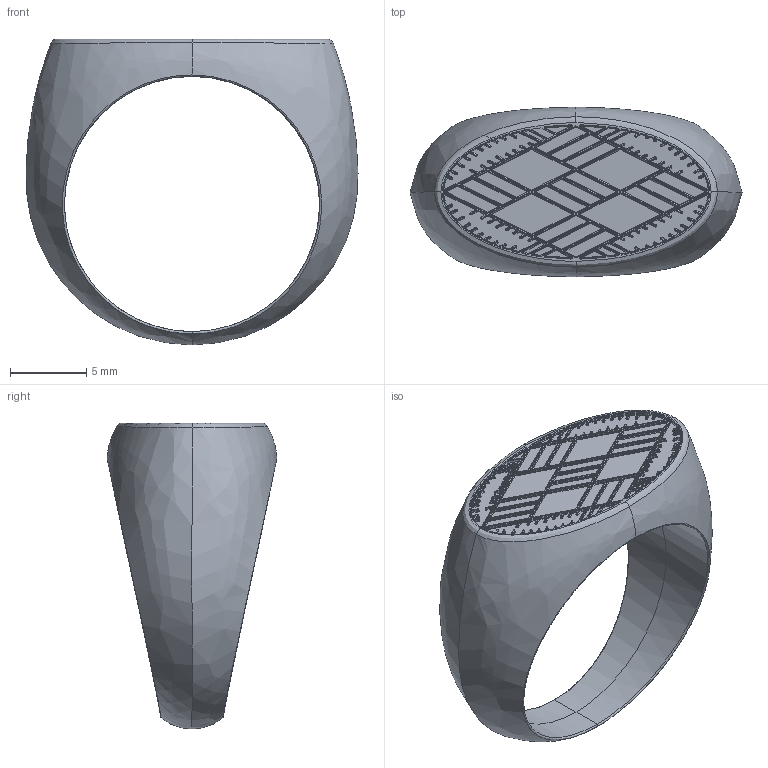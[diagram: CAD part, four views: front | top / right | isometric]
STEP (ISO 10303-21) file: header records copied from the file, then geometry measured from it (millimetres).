
FILE_DESCRIPTION(('FreeCAD Model'),'2;1');
FILE_NAME('Open CASCADE Shape Model','2025-05-04T06:12:02',('FreeCAD'),( 'FreeCAD'),'Open CASCADE STEP processor 7.6','FreeCAD','Unknown');
FILE_SCHEMA(('AUTOMOTIVE_DESIGN { 1 0 10303 214 1 1 1 1 }'));
Products named in the file (1): Open CASCADE STEP translator 7.6 1
Bounding box: 21.76 x 11.11 x 20.04 mm (x, y, z)
Volume: 992.6 mm3; surface area: 1104.5 mm2
Topology: 1 solids, 1 shells, 2705 faces, 6321 edges, 3401 vertices
Faces by surface type: bspline 2705
Entity records: 79238 total; most frequent: CARTESIAN_POINT 46632, ORIENTED_EDGE 12168, EDGE_CURVE 6084, VERTEX_POINT 3404, FACE_BOUND 2730, EDGE_LOOP 2730, ADVANCED_FACE 2705, B_SPLINE_CURVE_WITH_KNOTS 2436
